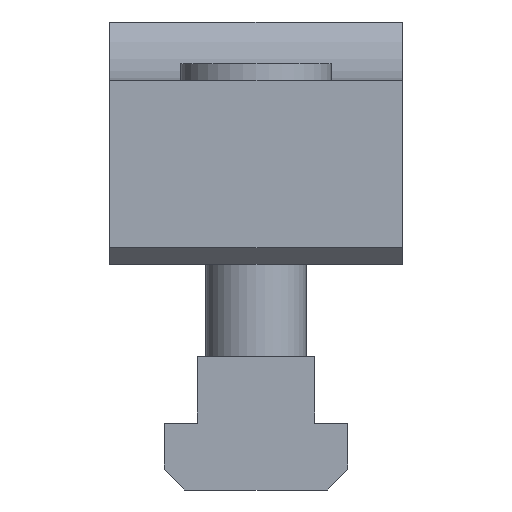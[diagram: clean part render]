
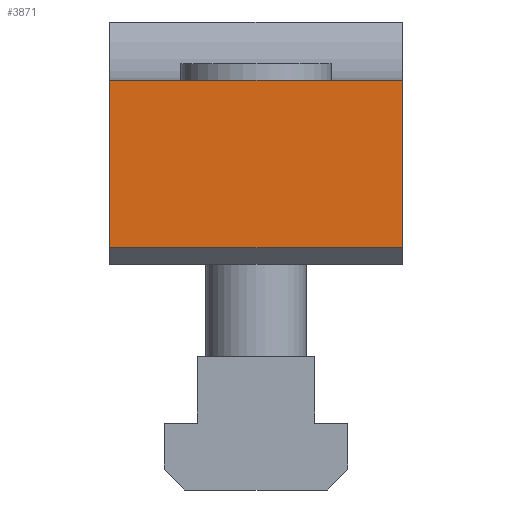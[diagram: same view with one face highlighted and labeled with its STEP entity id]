
A CAD part, left-side view. The second image highlights one B-rep face of the part: STEP entity #3871.
In plain terms, the highlighted planar face has unit normal (-1, 0, 0).
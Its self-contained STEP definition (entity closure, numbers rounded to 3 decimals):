
#56 = EDGE_CURVE ( 'NONE', #2112, #2433, #1717, .T. ) ;
#349 = CARTESIAN_POINT ( 'NONE',  ( -40., 17.5, 2. ) ) ;
#365 = CARTESIAN_POINT ( 'NONE',  ( -40., -17.5, 2. ) ) ;
#535 = CARTESIAN_POINT ( 'NONE',  ( -40., -17.5, 2. ) ) ;
#901 = CARTESIAN_POINT ( 'NONE',  ( -40., -17.5, 22. ) ) ;
#902 = CARTESIAN_POINT ( 'NONE',  ( -40., 17.5, 8.667 ) ) ;
#1242 = EDGE_CURVE ( 'NONE', #2047, #4527, #1968, .T. ) ;
#1587 = PLANE ( 'NONE',  #4747 ) ;
#1593 = EDGE_CURVE ( 'NONE', #2047, #2433, #5790, .T. ) ;
#1700 = CARTESIAN_POINT ( 'NONE',  ( -40., 17.5, 22. ) ) ;
#1717 = B_SPLINE_CURVE_WITH_KNOTS ( 'NONE', 3,
 ( #349, #4638, #2605, #6796 ),
 .UNSPECIFIED., .F., .F.,
 ( 4, 4 ),
 ( 0., 1. ),
 .UNSPECIFIED. ) ;
#1768 = CARTESIAN_POINT ( 'NONE',  ( -40., -17.5, 2. ) ) ;
#1968 = B_SPLINE_CURVE_WITH_KNOTS ( 'NONE', 3,
 ( #5537, #2771, #2207, #1700 ),
 .UNSPECIFIED., .F., .F.,
 ( 4, 4 ),
 ( 0., 1. ),
 .UNSPECIFIED. ) ;
#2047 = VERTEX_POINT ( 'NONE', #3341 ) ;
#2112 = VERTEX_POINT ( 'NONE', #3453 ) ;
#2207 = CARTESIAN_POINT ( 'NONE',  ( -40., 5.833, 22. ) ) ;
#2433 = VERTEX_POINT ( 'NONE', #365 ) ;
#2529 = CARTESIAN_POINT ( 'NONE',  ( -40., 17.5, 22. ) ) ;
#2602 = B_SPLINE_CURVE_WITH_KNOTS ( 'NONE', 3,
 ( #2529, #5730, #902, #4673 ),
 .UNSPECIFIED., .F., .F.,
 ( 4, 4 ),
 ( 0., 1. ),
 .UNSPECIFIED. ) ;
#2605 = CARTESIAN_POINT ( 'NONE',  ( -40., -5.833, 2. ) ) ;
#2712 = ORIENTED_EDGE ( 'NONE', *, *, #6766, .T. ) ;
#2771 = CARTESIAN_POINT ( 'NONE',  ( -40., -5.833, 22. ) ) ;
#3053 = CARTESIAN_POINT ( 'NONE',  ( -40., -17.5, 15.333 ) ) ;
#3172 = DIRECTION ( 'NONE',  ( -1., 0., 0. ) ) ;
#3341 = CARTESIAN_POINT ( 'NONE',  ( -40., -17.5, 22. ) ) ;
#3453 = CARTESIAN_POINT ( 'NONE',  ( -40., 17.5, 2. ) ) ;
#3769 = DIRECTION ( 'NONE',  ( 0., 0., 1. ) ) ;
#3871 = ADVANCED_FACE ( 'NONE', ( #4697 ), #1587, .T. ) ;
#4045 = EDGE_LOOP ( 'NONE', ( #6746, #5510, #2712, #5217 ) ) ;
#4096 = CARTESIAN_POINT ( 'NONE',  ( -40., 17.5, 22. ) ) ;
#4527 = VERTEX_POINT ( 'NONE', #4096 ) ;
#4638 = CARTESIAN_POINT ( 'NONE',  ( -40., 5.833, 2. ) ) ;
#4673 = CARTESIAN_POINT ( 'NONE',  ( -40., 17.5, 2. ) ) ;
#4697 = FACE_OUTER_BOUND ( 'NONE', #4045, .T. ) ;
#4747 = AXIS2_PLACEMENT_3D ( 'NONE', #535, #3172, #3769 ) ;
#4832 = CARTESIAN_POINT ( 'NONE',  ( -40., -17.5, 8.667 ) ) ;
#5217 = ORIENTED_EDGE ( 'NONE', *, *, #56, .T. ) ;
#5510 = ORIENTED_EDGE ( 'NONE', *, *, #1242, .T. ) ;
#5537 = CARTESIAN_POINT ( 'NONE',  ( -40., -17.5, 22. ) ) ;
#5730 = CARTESIAN_POINT ( 'NONE',  ( -40., 17.5, 15.333 ) ) ;
#5790 = B_SPLINE_CURVE_WITH_KNOTS ( 'NONE', 3,
 ( #901, #3053, #4832, #1768 ),
 .UNSPECIFIED., .F., .F.,
 ( 4, 4 ),
 ( 0., 1. ),
 .UNSPECIFIED. ) ;
#6746 = ORIENTED_EDGE ( 'NONE', *, *, #1593, .F. ) ;
#6766 = EDGE_CURVE ( 'NONE', #4527, #2112, #2602, .T. ) ;
#6796 = CARTESIAN_POINT ( 'NONE',  ( -40., -17.5, 2. ) ) ;
